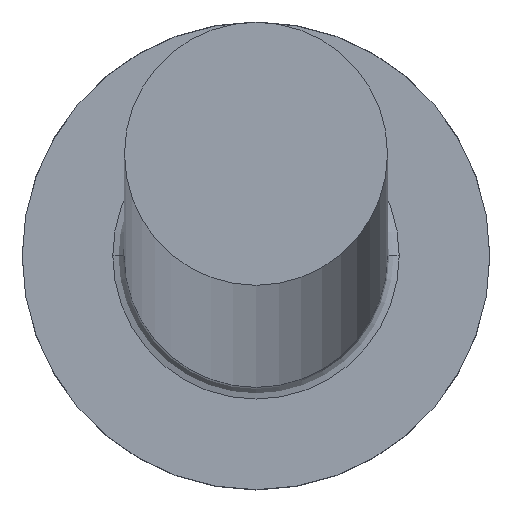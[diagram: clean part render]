
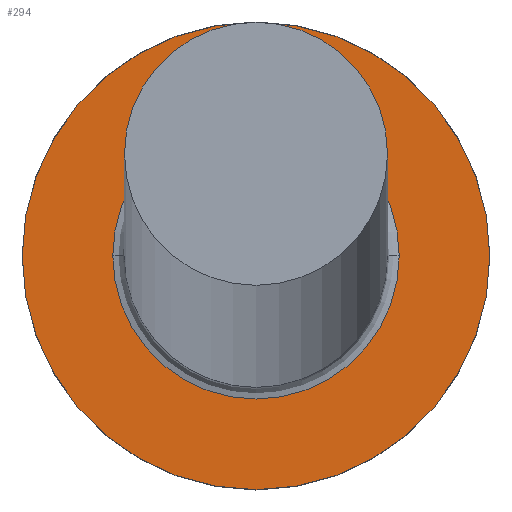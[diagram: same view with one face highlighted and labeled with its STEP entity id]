
A CAD part, top view. The second image highlights one B-rep face of the part: STEP entity #294.
In plain terms, the highlighted planar face has unit normal (0, 0, 1).
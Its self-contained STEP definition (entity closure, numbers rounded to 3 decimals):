
#3 = EDGE_CURVE ( 'NONE', #280, #41, #230, .T. ) ;
#16 = ORIENTED_EDGE ( 'NONE', *, *, #113, .T. ) ;
#26 = DIRECTION ( 'NONE',  ( 0., 0., 1. ) ) ;
#28 = PLANE ( 'NONE',  #251 ) ;
#31 = CARTESIAN_POINT ( 'NONE',  ( 0., 0., 3. ) ) ;
#35 = ORIENTED_EDGE ( 'NONE', *, *, #138, .T. ) ;
#41 = VERTEX_POINT ( 'NONE', #212 ) ;
#45 = DIRECTION ( 'NONE',  ( 1., 0., 0. ) ) ;
#51 = CARTESIAN_POINT ( 'NONE',  ( 2.45, 0., 3. ) ) ;
#77 = DIRECTION ( 'NONE',  ( 0., 0., -1. ) ) ;
#80 = CARTESIAN_POINT ( 'NONE',  ( 0., 0., 3. ) ) ;
#88 = VERTEX_POINT ( 'NONE', #51 ) ;
#91 = AXIS2_PLACEMENT_3D ( 'NONE', #80, #103, #248 ) ;
#99 = CARTESIAN_POINT ( 'NONE',  ( 0., 0., 3. ) ) ;
#101 = AXIS2_PLACEMENT_3D ( 'NONE', #99, #258, #45 ) ;
#103 = DIRECTION ( 'NONE',  ( 0., 0., -1. ) ) ;
#105 = CARTESIAN_POINT ( 'NONE',  ( 0., 0., 3. ) ) ;
#113 = EDGE_CURVE ( 'NONE', #296, #88, #193, .T. ) ;
#124 = EDGE_CURVE ( 'NONE', #41, #280, #249, .T. ) ;
#132 = ORIENTED_EDGE ( 'NONE', *, *, #124, .T. ) ;
#138 = EDGE_CURVE ( 'NONE', #88, #296, #172, .T. ) ;
#149 = AXIS2_PLACEMENT_3D ( 'NONE', #285, #26, #199 ) ;
#150 = CARTESIAN_POINT ( 'NONE',  ( 4., 0., 3. ) ) ;
#151 = FACE_OUTER_BOUND ( 'NONE', #261, .T. ) ;
#172 = CIRCLE ( 'NONE', #91, 2.45 ) ;
#179 = ORIENTED_EDGE ( 'NONE', *, *, #3, .T. ) ;
#193 = CIRCLE ( 'NONE', #289, 2.45 ) ;
#196 = DIRECTION ( 'NONE',  ( 1., 0., 0. ) ) ;
#199 = DIRECTION ( 'NONE',  ( 1., 0., 0. ) ) ;
#212 = CARTESIAN_POINT ( 'NONE',  ( -4., 0., 3. ) ) ;
#217 = DIRECTION ( 'NONE',  ( 1., 0., 0. ) ) ;
#221 = FACE_BOUND ( 'NONE', #243, .T. ) ;
#230 = CIRCLE ( 'NONE', #101, 4. ) ;
#243 = EDGE_LOOP ( 'NONE', ( #35, #16 ) ) ;
#248 = DIRECTION ( 'NONE',  ( 1., 0., 0. ) ) ;
#249 = CIRCLE ( 'NONE', #149, 4. ) ;
#251 = AXIS2_PLACEMENT_3D ( 'NONE', #105, #287, #196 ) ;
#258 = DIRECTION ( 'NONE',  ( 0., 0., 1. ) ) ;
#261 = EDGE_LOOP ( 'NONE', ( #132, #179 ) ) ;
#280 = VERTEX_POINT ( 'NONE', #150 ) ;
#283 = CARTESIAN_POINT ( 'NONE',  ( -2.45, 0., 3. ) ) ;
#285 = CARTESIAN_POINT ( 'NONE',  ( 0., 0., 3. ) ) ;
#287 = DIRECTION ( 'NONE',  ( 0., 0., 1. ) ) ;
#289 = AXIS2_PLACEMENT_3D ( 'NONE', #31, #77, #217 ) ;
#294 = ADVANCED_FACE ( 'NONE', ( #221, #151 ), #28, .T. ) ;
#296 = VERTEX_POINT ( 'NONE', #283 ) ;
